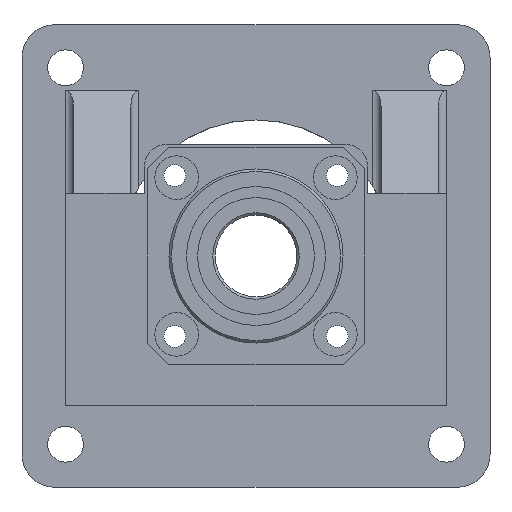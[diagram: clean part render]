
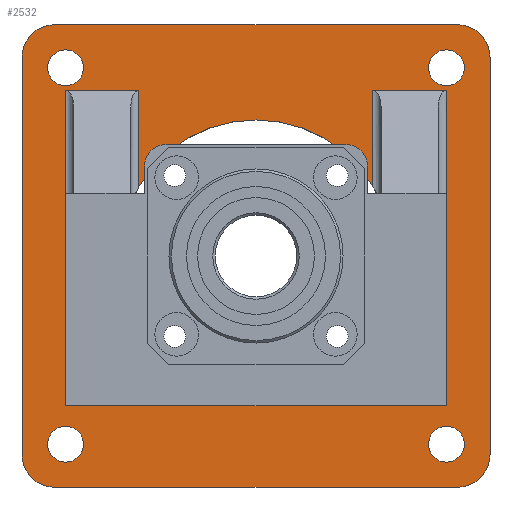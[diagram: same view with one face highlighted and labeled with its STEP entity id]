
A CAD part, front view. The second image highlights one B-rep face of the part: STEP entity #2532.
In plain terms, the highlighted planar face has unit normal (0, -1, 0).
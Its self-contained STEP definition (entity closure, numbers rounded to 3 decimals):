
#94=FACE_BOUND('',#434,.T.);
#95=FACE_BOUND('',#435,.T.);
#96=FACE_BOUND('',#436,.T.);
#97=FACE_BOUND('',#437,.T.);
#98=FACE_BOUND('',#438,.T.);
#157=PLANE('',#2766);
#270=FACE_OUTER_BOUND('',#433,.T.);
#433=EDGE_LOOP('',(#1884,#1885,#1886,#1887,#1888,#1889,#1890,#1891));
#434=EDGE_LOOP('',(#1892));
#435=EDGE_LOOP('',(#1893));
#436=EDGE_LOOP('',(#1894));
#437=EDGE_LOOP('',(#1895));
#438=EDGE_LOOP('',(#1896,#1897,#1898,#1899,#1900,#1901,#1902,#1903,#1904,
#1905,#1906,#1907));
#623=LINE('',#3944,#835);
#626=LINE('',#3950,#838);
#627=LINE('',#3954,#839);
#628=LINE('',#3958,#840);
#629=LINE('',#3970,#841);
#630=LINE('',#3972,#842);
#631=LINE('',#3976,#843);
#632=LINE('',#3978,#844);
#633=LINE('',#3980,#845);
#634=LINE('',#3982,#846);
#635=LINE('',#3984,#847);
#636=LINE('',#3988,#848);
#637=LINE('',#3990,#849);
#638=LINE('',#3991,#850);
#835=VECTOR('',#3180,10.);
#838=VECTOR('',#3185,10.);
#839=VECTOR('',#3188,10.);
#840=VECTOR('',#3191,10.);
#841=VECTOR('',#3202,10.);
#842=VECTOR('',#3203,10.);
#843=VECTOR('',#3206,10.);
#844=VECTOR('',#3207,10.);
#845=VECTOR('',#3208,10.);
#846=VECTOR('',#3209,10.);
#847=VECTOR('',#3210,10.);
#848=VECTOR('',#3213,10.);
#849=VECTOR('',#3214,10.);
#850=VECTOR('',#3215,10.);
#1065=CIRCLE('',#2764,6.);
#1066=CIRCLE('',#2767,6.);
#1067=CIRCLE('',#2768,6.);
#1068=CIRCLE('',#2769,6.);
#1069=CIRCLE('',#2770,3.3);
#1070=CIRCLE('',#2771,3.3);
#1071=CIRCLE('',#2772,3.3);
#1072=CIRCLE('',#2773,3.3);
#1073=CIRCLE('',#2774,25.);
#1074=CIRCLE('',#2775,25.);
#1216=VERTEX_POINT('',#3937);
#1217=VERTEX_POINT('',#3939);
#1218=VERTEX_POINT('',#3943);
#1220=VERTEX_POINT('',#3949);
#1221=VERTEX_POINT('',#3951);
#1222=VERTEX_POINT('',#3953);
#1223=VERTEX_POINT('',#3955);
#1224=VERTEX_POINT('',#3957);
#1225=VERTEX_POINT('',#3960);
#1226=VERTEX_POINT('',#3962);
#1227=VERTEX_POINT('',#3964);
#1228=VERTEX_POINT('',#3966);
#1229=VERTEX_POINT('',#3968);
#1230=VERTEX_POINT('',#3969);
#1231=VERTEX_POINT('',#3971);
#1232=VERTEX_POINT('',#3973);
#1233=VERTEX_POINT('',#3975);
#1234=VERTEX_POINT('',#3977);
#1235=VERTEX_POINT('',#3979);
#1236=VERTEX_POINT('',#3981);
#1237=VERTEX_POINT('',#3983);
#1238=VERTEX_POINT('',#3985);
#1239=VERTEX_POINT('',#3987);
#1240=VERTEX_POINT('',#3989);
#1470=EDGE_CURVE('',#1216,#1217,#1065,.T.);
#1472=EDGE_CURVE('',#1217,#1218,#623,.T.);
#1475=EDGE_CURVE('',#1220,#1216,#626,.T.);
#1476=EDGE_CURVE('',#1221,#1220,#1066,.T.);
#1477=EDGE_CURVE('',#1221,#1222,#627,.T.);
#1478=EDGE_CURVE('',#1223,#1222,#1067,.T.);
#1479=EDGE_CURVE('',#1224,#1223,#628,.T.);
#1480=EDGE_CURVE('',#1218,#1224,#1068,.T.);
#1481=EDGE_CURVE('',#1225,#1225,#1069,.T.);
#1482=EDGE_CURVE('',#1226,#1226,#1070,.T.);
#1483=EDGE_CURVE('',#1227,#1227,#1071,.T.);
#1484=EDGE_CURVE('',#1228,#1228,#1072,.T.);
#1485=EDGE_CURVE('',#1229,#1230,#629,.T.);
#1486=EDGE_CURVE('',#1231,#1229,#630,.T.);
#1487=EDGE_CURVE('',#1231,#1232,#1073,.T.);
#1488=EDGE_CURVE('',#1233,#1232,#631,.T.);
#1489=EDGE_CURVE('',#1234,#1233,#632,.T.);
#1490=EDGE_CURVE('',#1235,#1234,#633,.T.);
#1491=EDGE_CURVE('',#1236,#1235,#634,.T.);
#1492=EDGE_CURVE('',#1237,#1236,#635,.T.);
#1493=EDGE_CURVE('',#1237,#1238,#1074,.T.);
#1494=EDGE_CURVE('',#1239,#1238,#636,.T.);
#1495=EDGE_CURVE('',#1240,#1239,#637,.T.);
#1496=EDGE_CURVE('',#1230,#1240,#638,.T.);
#1884=ORIENTED_EDGE('',*,*,#1470,.F.);
#1885=ORIENTED_EDGE('',*,*,#1475,.F.);
#1886=ORIENTED_EDGE('',*,*,#1476,.F.);
#1887=ORIENTED_EDGE('',*,*,#1477,.T.);
#1888=ORIENTED_EDGE('',*,*,#1478,.F.);
#1889=ORIENTED_EDGE('',*,*,#1479,.F.);
#1890=ORIENTED_EDGE('',*,*,#1480,.F.);
#1891=ORIENTED_EDGE('',*,*,#1472,.F.);
#1892=ORIENTED_EDGE('',*,*,#1481,.T.);
#1893=ORIENTED_EDGE('',*,*,#1482,.T.);
#1894=ORIENTED_EDGE('',*,*,#1483,.T.);
#1895=ORIENTED_EDGE('',*,*,#1484,.T.);
#1896=ORIENTED_EDGE('',*,*,#1485,.F.);
#1897=ORIENTED_EDGE('',*,*,#1486,.F.);
#1898=ORIENTED_EDGE('',*,*,#1487,.T.);
#1899=ORIENTED_EDGE('',*,*,#1488,.F.);
#1900=ORIENTED_EDGE('',*,*,#1489,.F.);
#1901=ORIENTED_EDGE('',*,*,#1490,.F.);
#1902=ORIENTED_EDGE('',*,*,#1491,.F.);
#1903=ORIENTED_EDGE('',*,*,#1492,.F.);
#1904=ORIENTED_EDGE('',*,*,#1493,.T.);
#1905=ORIENTED_EDGE('',*,*,#1494,.F.);
#1906=ORIENTED_EDGE('',*,*,#1495,.F.);
#1907=ORIENTED_EDGE('',*,*,#1496,.F.);
#2532=ADVANCED_FACE('',(#270,#94,#95,#96,#97,#98),#157,.T.);
#2764=AXIS2_PLACEMENT_3D('',#3940,#3175,#3176);
#2766=AXIS2_PLACEMENT_3D('',#3948,#3183,#3184);
#2767=AXIS2_PLACEMENT_3D('',#3952,#3186,#3187);
#2768=AXIS2_PLACEMENT_3D('',#3956,#3189,#3190);
#2769=AXIS2_PLACEMENT_3D('',#3959,#3192,#3193);
#2770=AXIS2_PLACEMENT_3D('',#3961,#3194,#3195);
#2771=AXIS2_PLACEMENT_3D('',#3963,#3196,#3197);
#2772=AXIS2_PLACEMENT_3D('',#3965,#3198,#3199);
#2773=AXIS2_PLACEMENT_3D('',#3967,#3200,#3201);
#2774=AXIS2_PLACEMENT_3D('',#3974,#3204,#3205);
#2775=AXIS2_PLACEMENT_3D('',#3986,#3211,#3212);
#3175=DIRECTION('center_axis',(0.,1.,0.));
#3176=DIRECTION('ref_axis',(-0.707,0.,-0.707));
#3180=DIRECTION('',(0.,0.,1.));
#3183=DIRECTION('center_axis',(0.,-1.,0.));
#3184=DIRECTION('ref_axis',(-1.,0.,0.));
#3185=DIRECTION('',(-1.,0.,0.));
#3186=DIRECTION('center_axis',(0.,1.,0.));
#3187=DIRECTION('ref_axis',(0.707,0.,-0.707));
#3188=DIRECTION('',(0.,0.,1.));
#3189=DIRECTION('center_axis',(0.,1.,0.));
#3190=DIRECTION('ref_axis',(0.707,0.,0.707));
#3191=DIRECTION('',(1.,0.,0.));
#3192=DIRECTION('center_axis',(0.,1.,0.));
#3193=DIRECTION('ref_axis',(-0.707,0.,0.707));
#3194=DIRECTION('center_axis',(0.,1.,0.));
#3195=DIRECTION('ref_axis',(-1.,0.,0.));
#3196=DIRECTION('center_axis',(0.,1.,0.));
#3197=DIRECTION('ref_axis',(-1.,0.,0.));
#3198=DIRECTION('center_axis',(0.,1.,0.));
#3199=DIRECTION('ref_axis',(-1.,0.,0.));
#3200=DIRECTION('center_axis',(0.,1.,0.));
#3201=DIRECTION('ref_axis',(-1.,0.,0.));
#3202=DIRECTION('',(1.,0.,0.));
#3203=DIRECTION('',(0.,0.,-1.));
#3204=DIRECTION('center_axis',(0.,1.,0.));
#3205=DIRECTION('ref_axis',(-1.,0.,0.));
#3206=DIRECTION('',(0.,0.,1.));
#3207=DIRECTION('',(1.,0.,0.));
#3208=DIRECTION('',(0.,0.,-1.));
#3209=DIRECTION('',(-1.,0.,0.));
#3210=DIRECTION('',(0.,0.,1.));
#3211=DIRECTION('center_axis',(0.,1.,0.));
#3212=DIRECTION('ref_axis',(-1.,0.,0.));
#3213=DIRECTION('',(0.,0.,-1.));
#3214=DIRECTION('',(-1.,0.,0.));
#3215=DIRECTION('',(0.,0.,1.));
#3937=CARTESIAN_POINT('',(-37.,42.,-54.));
#3939=CARTESIAN_POINT('',(-43.,42.,-48.));
#3940=CARTESIAN_POINT('Origin',(-37.,42.,-48.));
#3943=CARTESIAN_POINT('',(-43.,42.,25.));
#3944=CARTESIAN_POINT('',(-43.,42.,0.));
#3948=CARTESIAN_POINT('Origin',(43.,42.,0.));
#3949=CARTESIAN_POINT('',(37.,42.,-54.));
#3950=CARTESIAN_POINT('',(43.,42.,-54.));
#3951=CARTESIAN_POINT('',(43.,42.,-48.));
#3952=CARTESIAN_POINT('Origin',(37.,42.,-48.));
#3953=CARTESIAN_POINT('',(43.,42.,25.));
#3954=CARTESIAN_POINT('',(43.,42.,0.));
#3955=CARTESIAN_POINT('',(37.,42.,31.));
#3956=CARTESIAN_POINT('Origin',(37.,42.,25.));
#3957=CARTESIAN_POINT('',(-37.,42.,31.));
#3958=CARTESIAN_POINT('',(43.,42.,31.));
#3959=CARTESIAN_POINT('Origin',(-37.,42.,25.));
#3960=CARTESIAN_POINT('',(-31.693,42.,23.086));
#3961=CARTESIAN_POINT('Origin',(-34.993,42.,23.086));
#3962=CARTESIAN_POINT('',(-31.693,42.,-46.086));
#3963=CARTESIAN_POINT('Origin',(-34.993,42.,-46.086));
#3964=CARTESIAN_POINT('',(38.293,42.,23.086));
#3965=CARTESIAN_POINT('Origin',(34.993,42.,23.086));
#3966=CARTESIAN_POINT('',(38.293,42.,-46.086));
#3967=CARTESIAN_POINT('Origin',(34.993,42.,-46.086));
#3968=CARTESIAN_POINT('',(21.5,42.,-39.));
#3969=CARTESIAN_POINT('',(35.,42.,-39.));
#3970=CARTESIAN_POINT('',(21.5,42.,-39.));
#3971=CARTESIAN_POINT('',(21.5,42.,-24.257));
#3972=CARTESIAN_POINT('',(21.5,42.,0.));
#3973=CARTESIAN_POINT('',(-21.5,42.,-24.257));
#3974=CARTESIAN_POINT('Origin',(0.,42.,-11.5));
#3975=CARTESIAN_POINT('',(-21.5,42.,-39.));
#3976=CARTESIAN_POINT('',(-21.5,42.,0.));
#3977=CARTESIAN_POINT('',(-35.,42.,-39.));
#3978=CARTESIAN_POINT('',(21.5,42.,-39.));
#3979=CARTESIAN_POINT('',(-35.,42.,19.));
#3980=CARTESIAN_POINT('',(-35.,42.,0.));
#3981=CARTESIAN_POINT('',(-21.5,42.,19.));
#3982=CARTESIAN_POINT('',(21.5,42.,19.));
#3983=CARTESIAN_POINT('',(-21.5,42.,1.257));
#3984=CARTESIAN_POINT('',(-21.5,42.,0.));
#3985=CARTESIAN_POINT('',(21.5,42.,1.257));
#3986=CARTESIAN_POINT('Origin',(0.,42.,-11.5));
#3987=CARTESIAN_POINT('',(21.5,42.,19.));
#3988=CARTESIAN_POINT('',(21.5,42.,0.));
#3989=CARTESIAN_POINT('',(35.,42.,19.));
#3990=CARTESIAN_POINT('',(21.5,42.,19.));
#3991=CARTESIAN_POINT('',(35.,42.,0.));
